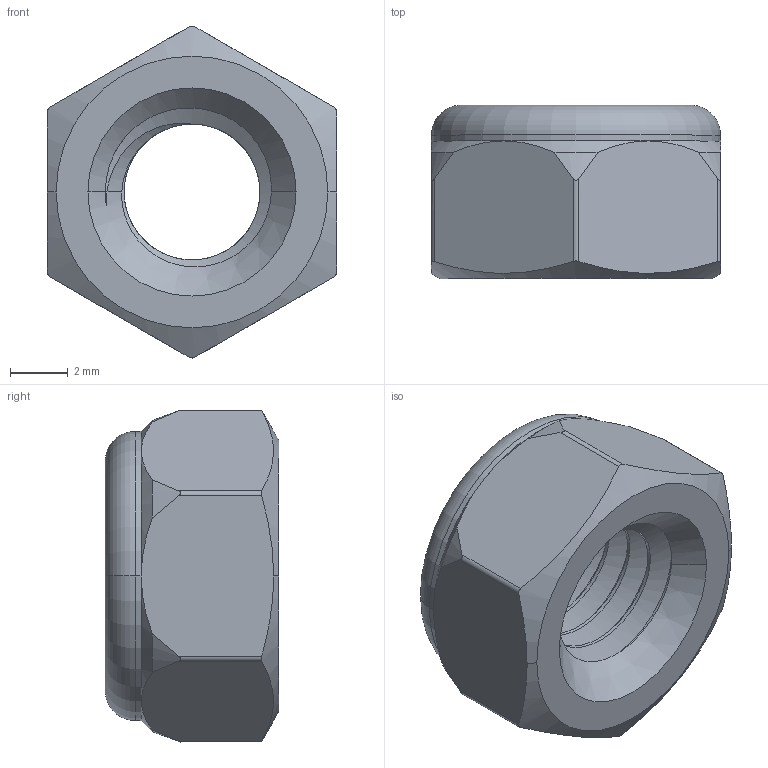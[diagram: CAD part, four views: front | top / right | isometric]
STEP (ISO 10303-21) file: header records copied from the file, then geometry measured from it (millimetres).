
FILE_DESCRIPTION (( 'STEP AP203' ), '1' );
FILE_NAME ('90237A130_High-Strength Steel Nylon-Insert Locknuts.STEP', '2023-02-02T19:57:55', ( 'Administrator' ), ( 'Managed by Terraform' ), 'SwSTEP 2.0', 'SolidWorks 2017', '' );
FILE_SCHEMA (( 'CONFIG_CONTROL_DESIGN' ));
Length unit declared in the file: millimetre
Products named in the file (1): 90237A130_High-Strength Steel Nylon-Insert Locknuts
Bounding box: 10 x 6 x 11.48 mm (x, y, z)
Volume: 349.5 mm3; surface area: 580.8 mm2
Topology: 2 solids, 2 shells, 60 faces, 152 edges, 97 vertices
Faces by surface type: cylinder 26, cone 18, plane 11, bspline 3, torus 2
Entity records: 3063 total; most frequent: CARTESIAN_POINT 1680, ORIENTED_EDGE 304, DIRECTION 233, EDGE_CURVE 152, AXIS2_PLACEMENT_3D 98, VERTEX_POINT 97, EDGE_LOOP 65, ADVANCED_FACE 60
